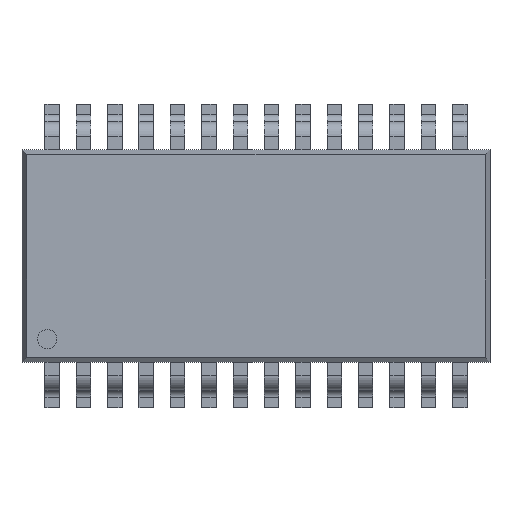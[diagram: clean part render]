
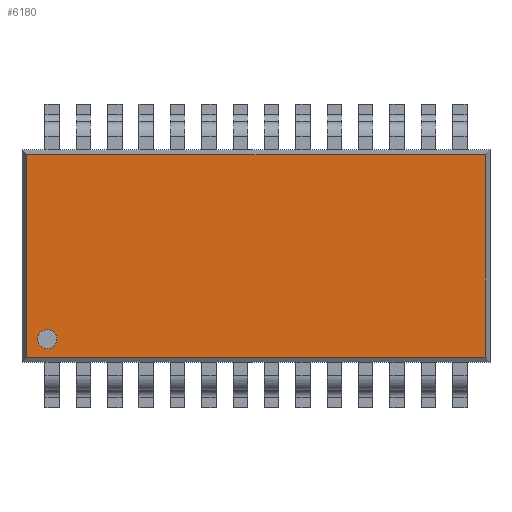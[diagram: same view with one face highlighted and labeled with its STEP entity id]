
A CAD part, top view. The second image highlights one B-rep face of the part: STEP entity #6180.
In plain terms, the highlighted planar face has unit normal (0, 0, 1).
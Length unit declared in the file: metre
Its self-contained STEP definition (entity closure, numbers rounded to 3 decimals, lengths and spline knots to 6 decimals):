
#415=CIRCLE('',#7120,0.0002);
#2113=ORIENTED_EDGE('',*,*,#3009,.T.);
#2114=ORIENTED_EDGE('',*,*,#3010,.T.);
#2115=ORIENTED_EDGE('',*,*,#3011,.T.);
#2116=ORIENTED_EDGE('',*,*,#3012,.T.);
#2117=ORIENTED_EDGE('',*,*,#3013,.T.);
#3009=EDGE_CURVE('',#3595,#3596,#4233,.T.);
#3010=EDGE_CURVE('',#3596,#3597,#4234,.T.);
#3011=EDGE_CURVE('',#3597,#3598,#4235,.T.);
#3012=EDGE_CURVE('',#3598,#3595,#4236,.T.);
#3013=EDGE_CURVE('',#3599,#3599,#415,.F.);
#3595=VERTEX_POINT('',#10782);
#3596=VERTEX_POINT('',#10783);
#3597=VERTEX_POINT('',#10785);
#3598=VERTEX_POINT('',#10787);
#3599=VERTEX_POINT('',#10790);
#4233=LINE('',#10781,#4877);
#4234=LINE('',#10784,#4878);
#4235=LINE('',#10786,#4879);
#4236=LINE('',#10788,#4880);
#4877=VECTOR('',#8949,1.);
#4878=VECTOR('',#8950,1.);
#4879=VECTOR('',#8951,1.);
#4880=VECTOR('',#8952,1.);
#5233=EDGE_LOOP('',(#2113,#2114,#2115,#2116));
#5234=EDGE_LOOP('',(#2117));
#5587=FACE_BOUND('',#5233,.T.);
#5588=FACE_BOUND('',#5234,.T.);
#5829=PLANE('',#7119);
#6180=ADVANCED_FACE('',(#5587,#5588),#5829,.T.);
#7119=AXIS2_PLACEMENT_3D('',#10780,#8947,#8948);
#7120=AXIS2_PLACEMENT_3D('',#10789,#8953,#8954);
#8947=DIRECTION('',(0.,0.,1.));
#8948=DIRECTION('',(1.,0.,0.));
#8949=DIRECTION('',(0.,1.,0.));
#8950=DIRECTION('',(-1.,0.,0.));
#8951=DIRECTION('',(0.,-1.,0.));
#8952=DIRECTION('',(1.,0.,0.));
#8953=DIRECTION('',(0.,0.,1.));
#8954=DIRECTION('',(1.,0.,0.));
#10780=CARTESIAN_POINT('',(0.,0.,0.001));
#10781=CARTESIAN_POINT('',(0.00475,0.,0.001));
#10782=CARTESIAN_POINT('',(0.00475,-0.0021,0.001));
#10783=CARTESIAN_POINT('',(0.00475,0.0021,0.001));
#10784=CARTESIAN_POINT('',(0.,0.0021,0.001));
#10785=CARTESIAN_POINT('',(-0.00475,0.0021,0.001));
#10786=CARTESIAN_POINT('',(-0.00475,-0.0022,0.001));
#10787=CARTESIAN_POINT('',(-0.00475,-0.0021,0.001));
#10788=CARTESIAN_POINT('',(0.00485,-0.0021,0.001));
#10789=CARTESIAN_POINT('',(-0.004325,-0.001725,0.001));
#10790=CARTESIAN_POINT('',(-0.004125,-0.001725,0.001));
